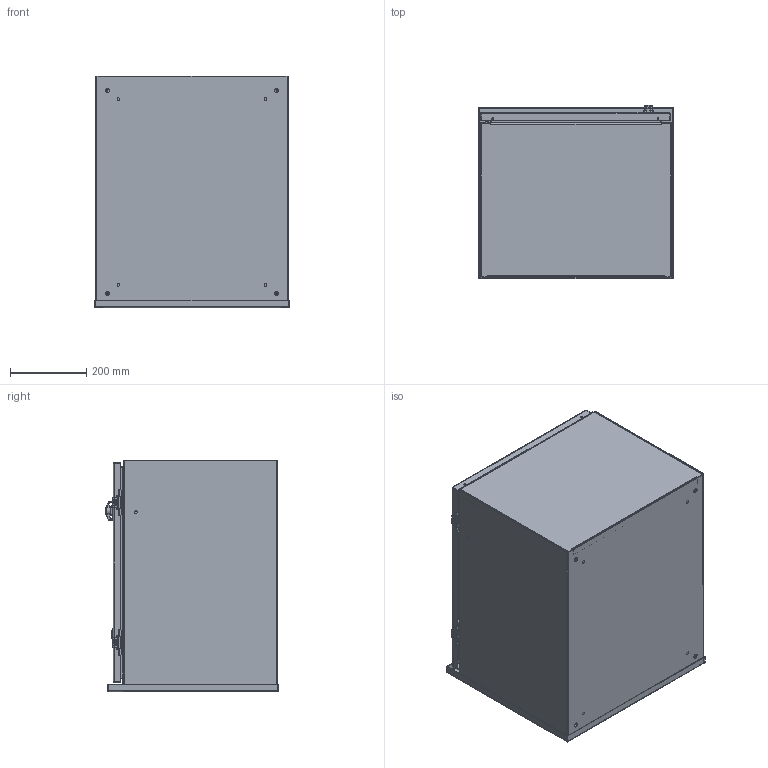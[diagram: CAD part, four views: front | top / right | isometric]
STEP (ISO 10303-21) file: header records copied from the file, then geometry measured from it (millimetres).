
FILE_DESCRIPTION (( 'STEP AP203' ), '1' );
FILE_NAME ('SCE-24R2016LP.step', '2021-02-09T15:30:10', ( 'ADC123' ), ( 'Microsoft' ), 'SwSTEP 2.0', 'SolidWorks 2019', '' );
FILE_SCHEMA (( 'CONFIG_CONTROL_DESIGN' ));
Products named in the file (1): SCE-24R2016LP
Bounding box: 513.08 x 455.35 x 609.6 mm (x, y, z)
Surface area: 4125798.4 mm2 (no closed solid volume)
Topology: 0 solids, 46 shells, 2365 faces, 6127 edges, 3872 vertices
Faces by surface type: plane 1132, cylinder 799, bspline 365, cone 47, torus 22
Full cylindrical faces by diameter (mm): 1.016 x2, 3.454 x2, 3.962 x2, 3.978 x2, 4.318 x6, 4.369 x4, 4.775 x4, 4.978 x8, 5 x1, 5.182 x4, 5.2 x1, 5.207 x4, 5.232 x4, 5.5 x2, 5.537 x2, 6.096 x4, 6.198 x4, 6.299 x2, 6.35 x4, 6.756 x4, 7.137 x4, 8.433 x4, 9.296 x4, 9.322 x4, 9.525 x4, 9.9 x1, 10 x1, 11.125 x4, 11.8 x1, 12.7 x4
Entity records: 94052 total; most frequent: CARTESIAN_POINT 40405, ORIENTED_EDGE 11498, DIRECTION 10228, EDGE_CURVE 5768, VERTEX_POINT 3762, AXIS2_PLACEMENT_3D 3497, VECTOR 3234, LINE 3234
